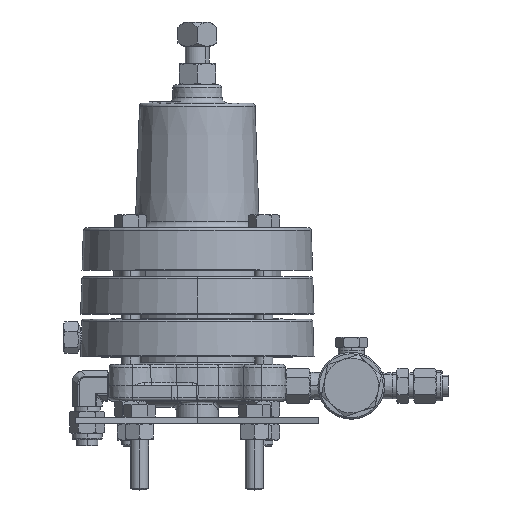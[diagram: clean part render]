
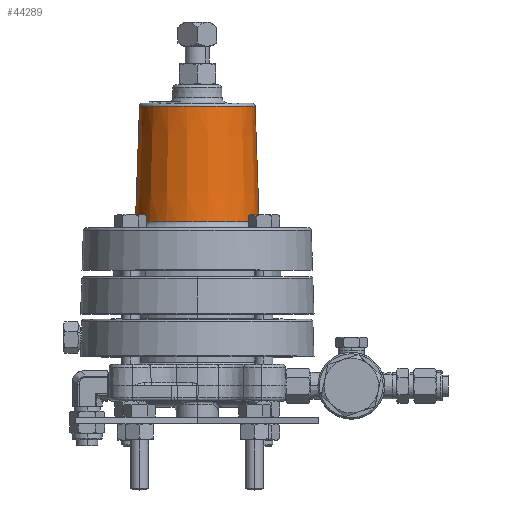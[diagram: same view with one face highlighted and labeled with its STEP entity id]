
A CAD part, top view. The second image highlights one B-rep face of the part: STEP entity #44289.
In plain terms, the highlighted conical face has half-angle 2 degrees and reference radius 30.163 mm.
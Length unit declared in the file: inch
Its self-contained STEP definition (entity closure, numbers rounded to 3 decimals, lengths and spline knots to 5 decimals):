
#470 = CIRCLE ( 'NONE', #18837, 1.27277 ) ;
#749 = FACE_OUTER_BOUND ( 'NONE', #40658, .T. ) ;
#3991 = CARTESIAN_POINT ( 'NONE',  ( 0., 3.37314, 0. ) ) ;
#4794 = DIRECTION ( 'NONE',  ( 0., -1., 0. ) ) ;
#5560 = EDGE_CURVE ( 'NONE', #20647, #6643, #25783, .T. ) ;
#5980 = CARTESIAN_POINT ( 'NONE',  ( -1.1875, 5.815, 0. ) ) ;
#6643 = VERTEX_POINT ( 'NONE', #45716 ) ;
#8072 = DIRECTION ( 'NONE',  ( 1., 0., 0. ) ) ;
#8827 = CARTESIAN_POINT ( 'NONE',  ( 1.18961, 5.75468, 0. ) ) ;
#9209 = CARTESIAN_POINT ( 'NONE',  ( -1.18961, 5.75468, 0. ) ) ;
#9861 = EDGE_CURVE ( 'NONE', #10904, #42285, #9991, .T. ) ;
#9991 = LINE ( 'NONE', #38090, #19435 ) ;
#10018 = DIRECTION ( 'NONE',  ( -0.035, -0.999, 0. ) ) ;
#10904 = VERTEX_POINT ( 'NONE', #8827 ) ;
#11788 = ORIENTED_EDGE ( 'NONE', *, *, #9861, .F. ) ;
#11894 = CARTESIAN_POINT ( 'NONE',  ( 0., 5.815, 0. ) ) ;
#12242 = EDGE_CURVE ( 'NONE', #10904, #20647, #50755, .T. ) ;
#14271 = ORIENTED_EDGE ( 'NONE', *, *, #49732, .T. ) ;
#15945 = DIRECTION ( 'NONE',  ( 1., 0., 0. ) ) ;
#18837 = AXIS2_PLACEMENT_3D ( 'NONE', #3991, #32127, #8072 ) ;
#19435 = VECTOR ( 'NONE', #42112, 39.37008 ) ;
#20647 = VERTEX_POINT ( 'NONE', #9209 ) ;
#23674 = AXIS2_PLACEMENT_3D ( 'NONE', #28861, #4794, #32910 ) ;
#25783 = LINE ( 'NONE', #5980, #42170 ) ;
#27552 = DIRECTION ( 'NONE',  ( 0., -1., 0. ) ) ;
#28861 = CARTESIAN_POINT ( 'NONE',  ( 0., 5.75468, 0. ) ) ;
#32124 = CARTESIAN_POINT ( 'NONE',  ( 1.27277, 3.37314, 0. ) ) ;
#32127 = DIRECTION ( 'NONE',  ( 0., 1., 0. ) ) ;
#32910 = DIRECTION ( 'NONE',  ( -1., 0., 0. ) ) ;
#34398 = AXIS2_PLACEMENT_3D ( 'NONE', #11894, #27552, #15945 ) ;
#38090 = CARTESIAN_POINT ( 'NONE',  ( 1.1875, 5.815, 0. ) ) ;
#40658 = EDGE_LOOP ( 'NONE', ( #50461, #41047, #14271, #11788 ) ) ;
#41047 = ORIENTED_EDGE ( 'NONE', *, *, #5560, .T. ) ;
#42112 = DIRECTION ( 'NONE',  ( 0.035, -0.999, 0. ) ) ;
#42170 = VECTOR ( 'NONE', #10018, 39.37008 ) ;
#42285 = VERTEX_POINT ( 'NONE', #32124 ) ;
#44289 = ADVANCED_FACE ( 'NONE', ( #749 ), #51744, .T. ) ;
#45716 = CARTESIAN_POINT ( 'NONE',  ( -1.27277, 3.37314, 0. ) ) ;
#49732 = EDGE_CURVE ( 'NONE', #6643, #42285, #470, .T. ) ;
#50461 = ORIENTED_EDGE ( 'NONE', *, *, #12242, .T. ) ;
#50755 = CIRCLE ( 'NONE', #23674, 1.18961 ) ;
#51744 = CONICAL_SURFACE ( 'NONE', #34398, 1.1875, 0.035 ) ;
